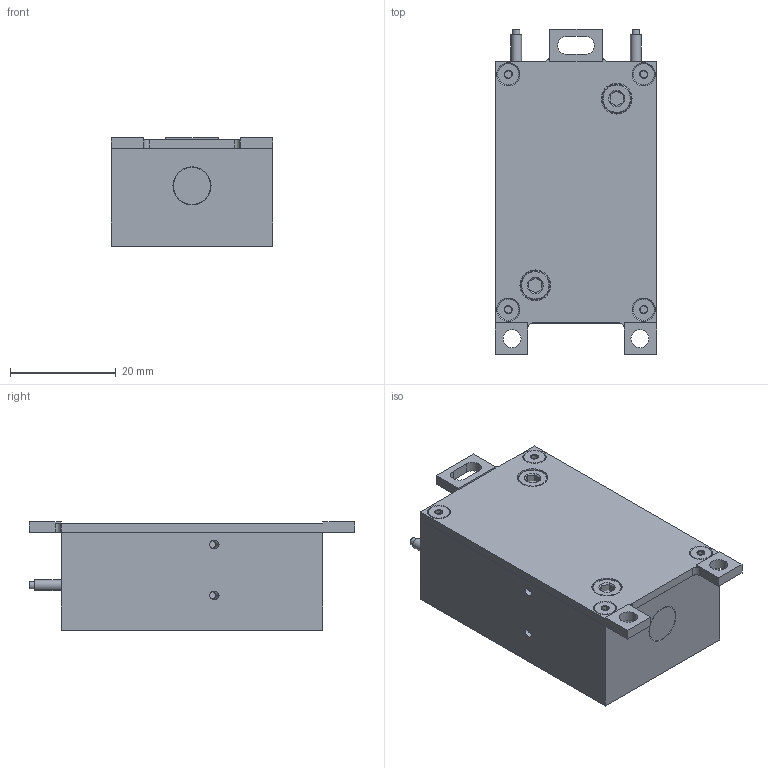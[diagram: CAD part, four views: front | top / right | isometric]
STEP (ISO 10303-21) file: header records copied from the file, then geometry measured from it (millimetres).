
FILE_DESCRIPTION(/* description */ (''),/* implementation_level */ '2;1');
FILE_NAME(/* name */ 'Ranger 1.5 step.step',/* time_stamp */ '2023-12-12T10:41:49+02:00',/* author */ (''),/* organization */ (''),/* preprocessor_version */ 'ST-DEVELOPER v20',/* originating_system */ 'Autodesk Translation Framework v12.14.0.127',/* authorisation */ '');
FILE_SCHEMA (('AUTOMOTIVE_DESIGN { 1 0 10303 214 3 1 1 }'));
Length unit declared in the file: millimetre
Products named in the file (6): !assembly 1.7 breziniui; KUR5_01_01-3 v15; KUR5_02_01-3 v4; 91200A106_18-8 Stainless Steel Pan Head Slotted Screws; 91290A109_Alloy Steel Socket Head Screw; 91294A004_Black-Oxide Alloy Steel Hex Drive Flat Head Screw
Assembly tree (12 placements, depth 2):
  !assembly 1.7 breziniui
    KUR5_01_01-3 v15
    KUR5_02_01-3 v4
    91200A106_18-8 Stainless Steel Pan Head Slotted Screws  x2
    91294A004_Black-Oxide Alloy Steel Hex Drive Flat Head Screw  x6
    91290A109_Alloy Steel Socket Head Screw  x2
Bounding box: 30.6 x 61.5 x 20.5 mm (x, y, z)
Volume: 32621.2 mm3; surface area: 12201.2 mm2
Topology: 23 solids, 23 shells, 614 faces, 1539 edges, 993 vertices
Faces by surface type: cylinder 348, plane 162, cone 78, bspline 20, torus 6
Full cylindrical faces by diameter (mm): 1.4 x2, 1.48 x120, 1.623 x10, 2 x110, 2.2 x6, 2.35 x14, 2.529 x2, 3 x12, 3.4 x2, 4 x8, 5 x1, 5.5 x2, 5.606 x1, 5.8 x2, 7 x1, 7.2 x1
Entity records: 14748 total; most frequent: CARTESIAN_POINT 8256, ORIENTED_EDGE 1372, DIRECTION 1194, EDGE_CURVE 686, VERTEX_POINT 452, AXIS2_PLACEMENT_3D 445, EDGE_LOOP 326, LINE 304
